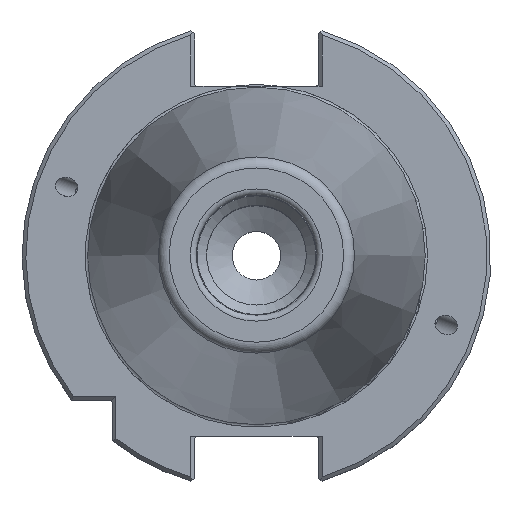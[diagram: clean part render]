
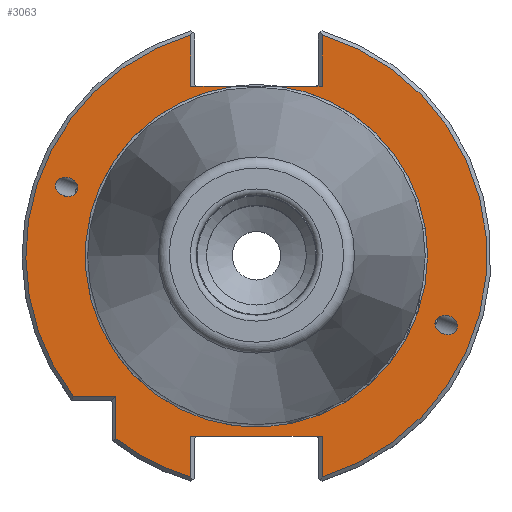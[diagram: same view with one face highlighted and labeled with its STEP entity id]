
A CAD part, top view. The second image highlights one B-rep face of the part: STEP entity #3063.
In plain terms, the highlighted planar face has unit normal (0, 0, 1).
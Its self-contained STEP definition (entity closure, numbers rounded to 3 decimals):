
#20=ELLIPSE('',#3235,2.381,1.95);
#23=ELLIPSE('',#3248,2.381,1.95);
#60=LINE('',#4514,#160);
#64=LINE('',#4530,#164);
#76=LINE('',#4686,#176);
#81=LINE('',#4700,#181);
#102=LINE('',#4766,#202);
#103=LINE('',#4768,#203);
#104=LINE('',#4770,#204);
#105=LINE('',#4771,#205);
#106=LINE('',#4772,#206);
#160=VECTOR('',#3653,1000.);
#164=VECTOR('',#3663,1000.);
#176=VECTOR('',#3759,1000.);
#181=VECTOR('',#3770,1000.);
#202=VECTOR('',#3829,1000.);
#203=VECTOR('',#3832,1000.);
#204=VECTOR('',#3833,1000.);
#205=VECTOR('',#3834,1000.);
#206=VECTOR('',#3835,1000.);
#317=PLANE('',#3304);
#402=CIRCLE('',#3241,47.95);
#404=CIRCLE('',#3244,35.591);
#405=CIRCLE('',#3246,47.95);
#406=CIRCLE('',#3250,47.95);
#843=ORIENTED_EDGE('',*,*,#1161,.F.);
#844=ORIENTED_EDGE('',*,*,#1160,.T.);
#845=ORIENTED_EDGE('',*,*,#1241,.T.);
#846=ORIENTED_EDGE('',*,*,#1242,.F.);
#847=ORIENTED_EDGE('',*,*,#1243,.T.);
#848=ORIENTED_EDGE('',*,*,#1163,.T.);
#849=ORIENTED_EDGE('',*,*,#1211,.T.);
#850=ORIENTED_EDGE('',*,*,#1244,.F.);
#851=ORIENTED_EDGE('',*,*,#1158,.F.);
#852=ORIENTED_EDGE('',*,*,#1245,.F.);
#853=ORIENTED_EDGE('',*,*,#1204,.T.);
#854=ORIENTED_EDGE('',*,*,#1155,.T.);
#855=ORIENTED_EDGE('',*,*,#1154,.T.);
#856=ORIENTED_EDGE('',*,*,#1147,.T.);
#857=ORIENTED_EDGE('',*,*,#1145,.F.);
#1145=EDGE_CURVE('',#1415,#1415,#20,.T.);
#1147=EDGE_CURVE('',#1417,#1416,#60,.T.);
#1154=EDGE_CURVE('',#1420,#1417,#64,.T.);
#1155=EDGE_CURVE('',#1422,#1420,#402,.T.);
#1158=EDGE_CURVE('',#1424,#1423,#404,.T.);
#1160=EDGE_CURVE('',#1416,#1425,#405,.T.);
#1161=EDGE_CURVE('',#1426,#1426,#23,.T.);
#1163=EDGE_CURVE('',#1429,#1428,#406,.T.);
#1204=EDGE_CURVE('',#1452,#1422,#76,.T.);
#1211=EDGE_CURVE('',#1428,#1457,#81,.T.);
#1241=EDGE_CURVE('',#1425,#1475,#102,.T.);
#1242=EDGE_CURVE('',#1476,#1475,#103,.T.);
#1243=EDGE_CURVE('',#1476,#1429,#104,.T.);
#1244=EDGE_CURVE('',#1423,#1457,#105,.T.);
#1245=EDGE_CURVE('',#1452,#1424,#106,.T.);
#1415=VERTEX_POINT('',#4507);
#1416=VERTEX_POINT('',#4513);
#1417=VERTEX_POINT('',#4515);
#1420=VERTEX_POINT('',#4526);
#1422=VERTEX_POINT('',#4533);
#1423=VERTEX_POINT('',#4540);
#1424=VERTEX_POINT('',#4541);
#1425=VERTEX_POINT('',#4548);
#1426=VERTEX_POINT('',#4552);
#1428=VERTEX_POINT('',#4559);
#1429=VERTEX_POINT('',#4561);
#1452=VERTEX_POINT('',#4687);
#1457=VERTEX_POINT('',#4699);
#1475=VERTEX_POINT('',#4765);
#1476=VERTEX_POINT('',#4769);
#1737=EDGE_LOOP('',(#843));
#1738=EDGE_LOOP('',(#844,#845,#846,#847,#848,#849,#850,#851,#852,#853,#854,
#855,#856));
#1739=EDGE_LOOP('',(#857));
#1938=FACE_BOUND('',#1737,.T.);
#1939=FACE_BOUND('',#1738,.T.);
#1940=FACE_BOUND('',#1739,.T.);
#3063=ADVANCED_FACE('',(#1938,#1939,#1940),#317,.T.);
#3235=AXIS2_PLACEMENT_3D('',#4506,#3649,#3650);
#3241=AXIS2_PLACEMENT_3D('',#4532,#3666,#3667);
#3244=AXIS2_PLACEMENT_3D('',#4542,#3672,#3673);
#3246=AXIS2_PLACEMENT_3D('',#4549,#3676,#3677);
#3248=AXIS2_PLACEMENT_3D('',#4551,#3680,#3681);
#3250=AXIS2_PLACEMENT_3D('',#4560,#3684,#3685);
#3304=AXIS2_PLACEMENT_3D('',#4767,#3830,#3831);
#3649=DIRECTION('',(0.,0.,1.));
#3650=DIRECTION('',(-0.94,0.342,0.));
#3653=DIRECTION('',(0.,-1.,0.));
#3663=DIRECTION('',(1.,0.,0.));
#3666=DIRECTION('',(0.,0.,1.));
#3667=DIRECTION('',(1.,0.,0.));
#3672=DIRECTION('',(0.,0.,1.));
#3673=DIRECTION('',(1.,0.,0.));
#3676=DIRECTION('',(0.,0.,1.));
#3677=DIRECTION('',(1.,0.,0.));
#3680=DIRECTION('',(0.,0.,1.));
#3681=DIRECTION('',(0.94,-0.342,0.));
#3684=DIRECTION('',(0.,0.,1.));
#3685=DIRECTION('',(1.,0.,0.));
#3759=DIRECTION('',(0.,1.,0.));
#3770=DIRECTION('',(0.,-1.,0.));
#3829=DIRECTION('',(0.,1.,0.));
#3830=DIRECTION('',(0.,0.,1.));
#3831=DIRECTION('',(1.,0.,0.));
#3832=DIRECTION('',(-1.,0.,0.));
#3833=DIRECTION('',(0.,-1.,0.));
#3834=DIRECTION('',(1.,0.,0.));
#3835=DIRECTION('',(1.,0.,0.));
#4506=CARTESIAN_POINT('',(39.467,-14.365,-3.2));
#4507=CARTESIAN_POINT('',(37.23,-13.551,-3.2));
#4513=CARTESIAN_POINT('',(-29.2,-38.034,-3.2));
#4514=CARTESIAN_POINT('',(-29.2,-38.616,-3.2));
#4515=CARTESIAN_POINT('',(-29.2,-29.2,-3.2));
#4526=CARTESIAN_POINT('',(-38.034,-29.2,-3.2));
#4530=CARTESIAN_POINT('',(-30.,-29.2,-3.2));
#4532=CARTESIAN_POINT('',(0.,0.,-3.2));
#4533=CARTESIAN_POINT('',(-13.65,45.966,-3.2));
#4540=CARTESIAN_POINT('',(4.543,35.3,-3.2));
#4541=CARTESIAN_POINT('',(-4.543,35.3,-3.2));
#4542=CARTESIAN_POINT('',(0.,0.,-3.2));
#4548=CARTESIAN_POINT('',(-13.65,-45.966,-3.2));
#4549=CARTESIAN_POINT('',(0.,0.,-3.2));
#4551=CARTESIAN_POINT('',(-39.467,14.365,-3.2));
#4552=CARTESIAN_POINT('',(-37.23,13.551,-3.2));
#4559=CARTESIAN_POINT('',(13.65,45.966,-3.2));
#4560=CARTESIAN_POINT('',(0.,0.,-3.2));
#4561=CARTESIAN_POINT('',(13.65,-45.966,-3.2));
#4686=CARTESIAN_POINT('',(-13.65,47.181,-3.2));
#4687=CARTESIAN_POINT('',(-13.65,35.3,-3.2));
#4699=CARTESIAN_POINT('',(13.65,35.3,-3.2));
#4700=CARTESIAN_POINT('',(13.65,35.3,-3.2));
#4765=CARTESIAN_POINT('',(-13.65,-37.5,-3.2));
#4766=CARTESIAN_POINT('',(-13.65,-37.5,-3.2));
#4767=CARTESIAN_POINT('',(35.591,0.,-3.2));
#4768=CARTESIAN_POINT('',(12.85,-37.5,-3.2));
#4769=CARTESIAN_POINT('',(13.65,-37.5,-3.2));
#4770=CARTESIAN_POINT('',(13.65,-47.181,-3.2));
#4771=CARTESIAN_POINT('',(-12.85,35.3,-3.2));
#4772=CARTESIAN_POINT('',(-12.85,35.3,-3.2));
